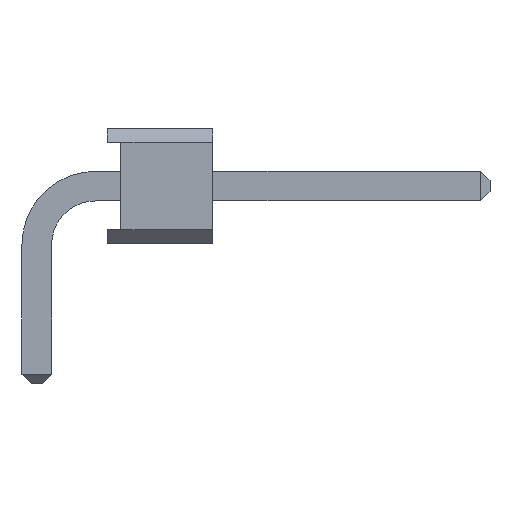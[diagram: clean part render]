
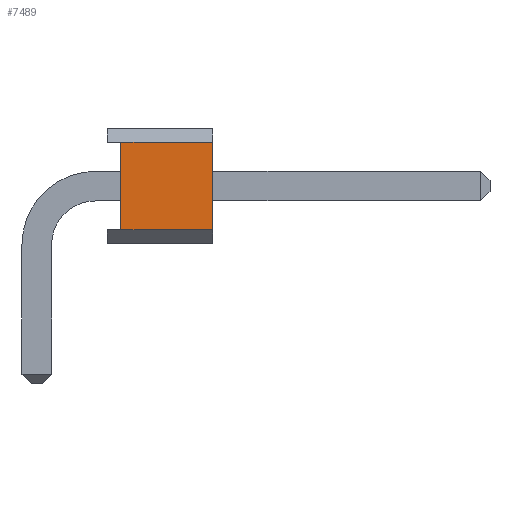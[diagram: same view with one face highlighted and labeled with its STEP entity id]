
A CAD part, front view. The second image highlights one B-rep face of the part: STEP entity #7489.
In plain terms, the highlighted planar face has unit normal (0, -1, 0).
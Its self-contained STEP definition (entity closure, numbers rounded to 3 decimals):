
#6572 = VERTEX_POINT('',#6573);
#6573 = CARTESIAN_POINT('',(1.826,-12.7,
    0.325));
#6579 = EDGE_CURVE('',#6580,#6572,#6582,.T.);
#6580 = VERTEX_POINT('',#6581);
#6581 = CARTESIAN_POINT('',(1.826,-12.7,
    2.215));
#6582 = LINE('',#6583,#6584);
#6583 = CARTESIAN_POINT('',(1.826,-12.7,0.025));
#6584 = VECTOR('',#6585,1.);
#6585 = DIRECTION('',(0.,0.,-1.));
#7489 = ADVANCED_FACE('',(#7490),#7515,.T.);
#7490 = FACE_BOUND('',#7491,.T.);
#7491 = EDGE_LOOP('',(#7492,#7502,#7508,#7509));
#7492 = ORIENTED_EDGE('',*,*,#7493,.F.);
#7493 = EDGE_CURVE('',#7494,#7496,#7498,.T.);
#7494 = VERTEX_POINT('',#7495);
#7495 = CARTESIAN_POINT('',(3.816,-12.7,
    2.215));
#7496 = VERTEX_POINT('',#7497);
#7497 = CARTESIAN_POINT('',(3.816,-12.7,
    0.325));
#7498 = LINE('',#7499,#7500);
#7499 = CARTESIAN_POINT('',(3.816,-12.7,0.025));
#7500 = VECTOR('',#7501,1.);
#7501 = DIRECTION('',(0.,0.,-1.));
#7502 = ORIENTED_EDGE('',*,*,#7503,.T.);
#7503 = EDGE_CURVE('',#7494,#6580,#7504,.T.);
#7504 = LINE('',#7505,#7506);
#7505 = CARTESIAN_POINT('',(1.526,-12.7,
    2.215));
#7506 = VECTOR('',#7507,1.);
#7507 = DIRECTION('',(-1.,0.,0.));
#7508 = ORIENTED_EDGE('',*,*,#6579,.T.);
#7509 = ORIENTED_EDGE('',*,*,#7510,.T.);
#7510 = EDGE_CURVE('',#6572,#7496,#7511,.T.);
#7511 = LINE('',#7512,#7513);
#7512 = CARTESIAN_POINT('',(1.526,-12.7,
    0.325));
#7513 = VECTOR('',#7514,1.);
#7514 = DIRECTION('',(1.,0.,0.));
#7515 = PLANE('',#7516);
#7516 = AXIS2_PLACEMENT_3D('',#7517,#7518,#7519);
#7517 = CARTESIAN_POINT('',(1.526,-12.7,0.025));
#7518 = DIRECTION('',(0.,-1.,0.));
#7519 = DIRECTION('',(0.,0.,-1.));
